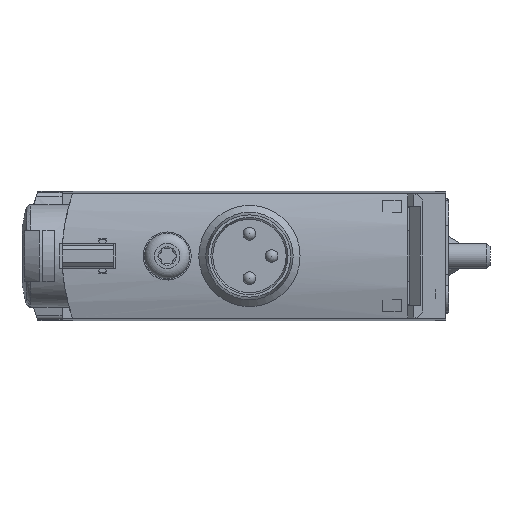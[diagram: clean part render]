
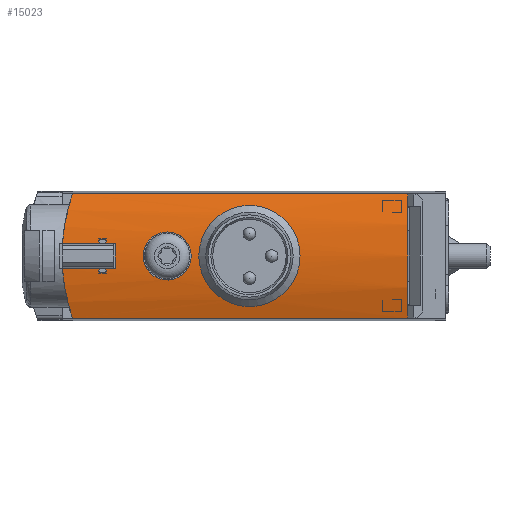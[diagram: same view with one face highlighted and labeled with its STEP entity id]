
A CAD part, left-side view. The second image highlights one B-rep face of the part: STEP entity #15023.
In plain terms, the highlighted cylindrical face has radius 15 mm (diameter 30 mm), a partial arc.
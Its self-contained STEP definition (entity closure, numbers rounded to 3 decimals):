
#838=B_SPLINE_CURVE_WITH_KNOTS('',3,(#26612,#26613,#26614,#26615,#26616,
#26617,#26618,#26619,#26620,#26621,#26622),.UNSPECIFIED.,.T.,.F.,(1,1,1,
1,1,1,1,1,1,1,1,1,1,1,1),(-0.004,-0.003,-0.001,
0.,0.001,0.003,0.004,0.006,
0.007,0.009,0.01,0.012,
0.013,0.015,0.016),.UNSPECIFIED.);
#839=B_SPLINE_CURVE_WITH_KNOTS('',3,(#26656,#26657,#26658,#26659,#26660,
#26661,#26662,#26663,#26664,#26665,#26666),.UNSPECIFIED.,.T.,.F.,(1,1,1,
1,1,1,1,1,1,1,1,1,1,1,1),(-0.008,-0.006,-0.003,
0.,0.003,0.006,0.008,0.011,
0.014,0.017,0.02,0.023,
0.025,0.028,0.031),.UNSPECIFIED.);
#886=ELLIPSE('',#18030,21.213,15.);
#887=ELLIPSE('',#18036,21.213,15.);
#1824=LINE('',#26624,#3159);
#1825=LINE('',#26629,#3160);
#1826=LINE('',#26633,#3161);
#1827=LINE('',#26637,#3162);
#1828=LINE('',#26641,#3163);
#1829=LINE('',#26645,#3164);
#1830=LINE('',#26649,#3165);
#1831=LINE('',#26653,#3166);
#3159=VECTOR('',#21663,1000.);
#3160=VECTOR('',#21666,1000.);
#3161=VECTOR('',#21669,1000.);
#3162=VECTOR('',#21672,1000.);
#3163=VECTOR('',#21675,1000.);
#3164=VECTOR('',#21678,1000.);
#3165=VECTOR('',#21681,1000.);
#3166=VECTOR('',#21684,1000.);
#6776=ORIENTED_EDGE('',*,*,#9520,.F.);
#6777=ORIENTED_EDGE('',*,*,#9521,.F.);
#6778=ORIENTED_EDGE('',*,*,#9522,.T.);
#6779=ORIENTED_EDGE('',*,*,#9523,.T.);
#6780=ORIENTED_EDGE('',*,*,#9524,.T.);
#6781=ORIENTED_EDGE('',*,*,#9525,.T.);
#6782=ORIENTED_EDGE('',*,*,#9526,.T.);
#6783=ORIENTED_EDGE('',*,*,#9527,.T.);
#6784=ORIENTED_EDGE('',*,*,#9528,.T.);
#6785=ORIENTED_EDGE('',*,*,#9529,.T.);
#6786=ORIENTED_EDGE('',*,*,#9530,.T.);
#6787=ORIENTED_EDGE('',*,*,#9531,.T.);
#6788=ORIENTED_EDGE('',*,*,#9532,.T.);
#6789=ORIENTED_EDGE('',*,*,#9533,.T.);
#6790=ORIENTED_EDGE('',*,*,#9534,.T.);
#6791=ORIENTED_EDGE('',*,*,#9535,.T.);
#6792=ORIENTED_EDGE('',*,*,#9536,.T.);
#6793=ORIENTED_EDGE('',*,*,#9537,.F.);
#9520=EDGE_CURVE('',#11156,#11156,#838,.T.);
#9521=EDGE_CURVE('',#11157,#11158,#1824,.T.);
#9522=EDGE_CURVE('',#11157,#11159,#886,.T.);
#9523=EDGE_CURVE('',#11159,#11160,#1825,.T.);
#9524=EDGE_CURVE('',#11160,#11161,#12041,.F.);
#9525=EDGE_CURVE('',#11161,#11162,#1826,.T.);
#9526=EDGE_CURVE('',#11162,#11163,#12042,.F.);
#9527=EDGE_CURVE('',#11163,#11164,#1827,.T.);
#9528=EDGE_CURVE('',#11164,#11165,#12043,.F.);
#9529=EDGE_CURVE('',#11165,#11166,#1828,.F.);
#9530=EDGE_CURVE('',#11166,#11167,#12044,.F.);
#9531=EDGE_CURVE('',#11167,#11168,#1829,.F.);
#9532=EDGE_CURVE('',#11168,#11169,#12045,.F.);
#9533=EDGE_CURVE('',#11169,#11170,#1830,.F.);
#9534=EDGE_CURVE('',#11170,#11171,#887,.T.);
#9535=EDGE_CURVE('',#11171,#11172,#1831,.T.);
#9536=EDGE_CURVE('',#11172,#11158,#12046,.T.);
#9537=EDGE_CURVE('',#11173,#11173,#839,.T.);
#11156=VERTEX_POINT('',#26623);
#11157=VERTEX_POINT('',#26625);
#11158=VERTEX_POINT('',#26626);
#11159=VERTEX_POINT('',#26628);
#11160=VERTEX_POINT('',#26630);
#11161=VERTEX_POINT('',#26632);
#11162=VERTEX_POINT('',#26634);
#11163=VERTEX_POINT('',#26636);
#11164=VERTEX_POINT('',#26638);
#11165=VERTEX_POINT('',#26640);
#11166=VERTEX_POINT('',#26642);
#11167=VERTEX_POINT('',#26644);
#11168=VERTEX_POINT('',#26646);
#11169=VERTEX_POINT('',#26648);
#11170=VERTEX_POINT('',#26650);
#11171=VERTEX_POINT('',#26652);
#11172=VERTEX_POINT('',#26654);
#11173=VERTEX_POINT('',#26667);
#12041=CIRCLE('',#18031,15.);
#12042=CIRCLE('',#18032,15.);
#12043=CIRCLE('',#18033,15.);
#12044=CIRCLE('',#18034,15.);
#12045=CIRCLE('',#18035,15.);
#12046=CIRCLE('',#18037,15.);
#12919=EDGE_LOOP('',(#6776));
#12920=EDGE_LOOP('',(#6777,#6778,#6779,#6780,#6781,#6782,#6783,#6784,#6785,
#6786,#6787,#6788,#6789,#6790,#6791,#6792));
#12921=EDGE_LOOP('',(#6793));
#13921=FACE_BOUND('',#12919,.T.);
#13922=FACE_BOUND('',#12920,.T.);
#13923=FACE_BOUND('',#12921,.T.);
#14331=CYLINDRICAL_SURFACE('',#18029,15.);
#15023=ADVANCED_FACE('',(#13921,#13922,#13923),#14331,.T.);
#18029=AXIS2_PLACEMENT_3D('',#26611,#21661,#21662);
#18030=AXIS2_PLACEMENT_3D('',#26627,#21664,#21665);
#18031=AXIS2_PLACEMENT_3D('',#26631,#21667,#21668);
#18032=AXIS2_PLACEMENT_3D('',#26635,#21670,#21671);
#18033=AXIS2_PLACEMENT_3D('',#26639,#21673,#21674);
#18034=AXIS2_PLACEMENT_3D('',#26643,#21676,#21677);
#18035=AXIS2_PLACEMENT_3D('',#26647,#21679,#21680);
#18036=AXIS2_PLACEMENT_3D('',#26651,#21682,#21683);
#18037=AXIS2_PLACEMENT_3D('',#26655,#21685,#21686);
#21661=DIRECTION('',(0.,-1.,0.));
#21662=DIRECTION('',(0.,0.,-1.));
#21663=DIRECTION('',(0.,-1.,0.));
#21664=DIRECTION('',(0.707,-0.707,0.));
#21665=DIRECTION('',(-0.707,-0.707,0.));
#21666=DIRECTION('',(0.,-1.,0.));
#21667=DIRECTION('',(0.,-1.,0.));
#21668=DIRECTION('',(0.,0.,-1.));
#21669=DIRECTION('',(0.,-1.,0.));
#21670=DIRECTION('',(0.,1.,0.));
#21671=DIRECTION('',(0.,0.,1.));
#21672=DIRECTION('',(0.,-1.,0.));
#21673=DIRECTION('',(0.,1.,0.));
#21674=DIRECTION('',(0.,0.,1.));
#21675=DIRECTION('',(0.,-1.,0.));
#21676=DIRECTION('',(0.,1.,0.));
#21677=DIRECTION('',(0.,0.,1.));
#21678=DIRECTION('',(0.,-1.,0.));
#21679=DIRECTION('',(0.,-1.,0.));
#21680=DIRECTION('',(0.,0.,-1.));
#21681=DIRECTION('',(0.,-1.,0.));
#21682=DIRECTION('',(0.707,-0.707,0.));
#21683=DIRECTION('',(-0.707,-0.707,0.));
#21684=DIRECTION('',(0.,-1.,0.));
#21685=DIRECTION('',(0.,1.,0.));
#21686=DIRECTION('',(1.,0.,0.));
#26611=CARTESIAN_POINT('',(-5.1,27.5,0.));
#26612=CARTESIAN_POINT('',(9.84,17.509,-1.488));
#26613=CARTESIAN_POINT('',(9.749,19.,-2.106));
#26614=CARTESIAN_POINT('',(9.84,20.489,-1.488));
#26615=CARTESIAN_POINT('',(9.93,21.105,-0.002));
#26616=CARTESIAN_POINT('',(9.84,20.49,1.489));
#26617=CARTESIAN_POINT('',(9.749,19.,2.105));
#26618=CARTESIAN_POINT('',(9.84,17.513,1.49));
#26619=CARTESIAN_POINT('',(9.93,16.894,0.002));
#26620=CARTESIAN_POINT('',(9.84,17.509,-1.488));
#26621=CARTESIAN_POINT('',(9.749,19.,-2.106));
#26622=CARTESIAN_POINT('',(9.84,20.489,-1.488));
#26623=CARTESIAN_POINT('',(9.779,19.,-1.9));
#26624=CARTESIAN_POINT('',(9.077,27.5,-4.9));
#26625=CARTESIAN_POINT('',(9.077,26.477,-4.9));
#26626=CARTESIAN_POINT('',(9.077,0.,-4.9));
#26627=CARTESIAN_POINT('',(-5.1,12.3,0.));
#26628=CARTESIAN_POINT('',(9.867,27.267,-1.));
#26629=CARTESIAN_POINT('',(9.867,27.5,-1.));
#26630=CARTESIAN_POINT('',(9.867,24.4,-1.));
#26631=CARTESIAN_POINT('',(-5.1,24.4,0.));
#26632=CARTESIAN_POINT('',(9.839,24.4,-1.35));
#26633=CARTESIAN_POINT('',(9.839,27.5,-1.35));
#26634=CARTESIAN_POINT('',(9.839,23.8,-1.35));
#26635=CARTESIAN_POINT('',(-5.1,23.8,0.));
#26636=CARTESIAN_POINT('',(9.867,23.8,-1.));
#26637=CARTESIAN_POINT('',(9.867,27.5,-1.));
#26638=CARTESIAN_POINT('',(9.867,23.1,-1.));
#26639=CARTESIAN_POINT('',(-5.1,23.1,0.));
#26640=CARTESIAN_POINT('',(9.867,23.1,1.));
#26641=CARTESIAN_POINT('',(9.867,27.5,1.));
#26642=CARTESIAN_POINT('',(9.867,23.8,1.));
#26643=CARTESIAN_POINT('',(-5.1,23.8,0.));
#26644=CARTESIAN_POINT('',(9.839,23.8,1.35));
#26645=CARTESIAN_POINT('',(9.839,27.5,1.35));
#26646=CARTESIAN_POINT('',(9.839,24.4,1.35));
#26647=CARTESIAN_POINT('',(-5.1,24.4,0.));
#26648=CARTESIAN_POINT('',(9.867,24.4,1.));
#26649=CARTESIAN_POINT('',(9.867,27.5,1.));
#26650=CARTESIAN_POINT('',(9.867,27.267,1.));
#26651=CARTESIAN_POINT('',(-5.1,12.3,0.));
#26652=CARTESIAN_POINT('',(9.077,26.477,4.9));
#26653=CARTESIAN_POINT('',(9.077,27.5,4.9));
#26654=CARTESIAN_POINT('',(9.077,0.,4.9));
#26655=CARTESIAN_POINT('',(-5.1,0.,0.));
#26656=CARTESIAN_POINT('',(9.684,15.324,2.819));
#26657=CARTESIAN_POINT('',(9.35,12.499,3.99));
#26658=CARTESIAN_POINT('',(9.684,9.679,2.819));
#26659=CARTESIAN_POINT('',(10.008,8.511,0.004));
#26660=CARTESIAN_POINT('',(9.684,9.679,-2.822));
#26661=CARTESIAN_POINT('',(9.351,12.498,-3.988));
#26662=CARTESIAN_POINT('',(9.683,15.318,-2.824));
#26663=CARTESIAN_POINT('',(10.008,16.49,-0.002));
#26664=CARTESIAN_POINT('',(9.684,15.324,2.819));
#26665=CARTESIAN_POINT('',(9.35,12.499,3.99));
#26666=CARTESIAN_POINT('',(9.684,9.679,2.819));
#26667=CARTESIAN_POINT('',(9.462,12.5,3.6));
